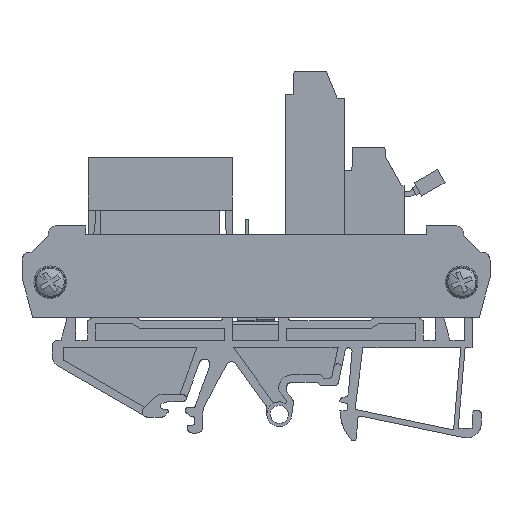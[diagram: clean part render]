
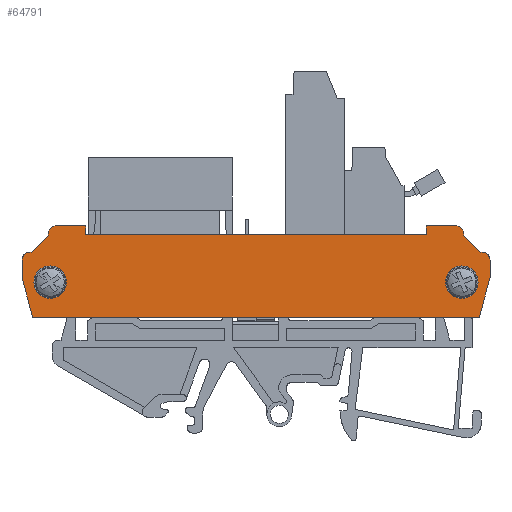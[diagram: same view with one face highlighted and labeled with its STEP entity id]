
A CAD part, left-side view. The second image highlights one B-rep face of the part: STEP entity #64791.
In plain terms, the highlighted planar face has unit normal (-1, 0, 0).
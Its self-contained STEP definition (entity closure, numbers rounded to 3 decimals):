
#13401=AXIS2_PLACEMENT_3D('Circle Axis2P3D',#13399,#13400,$) ;
#13433=AXIS2_PLACEMENT_3D('Circle Axis2P3D',#13431,#13432,$) ;
#18200=AXIS2_PLACEMENT_3D('Circle Axis2P3D',#18198,#18199,$) ;
#18232=AXIS2_PLACEMENT_3D('Circle Axis2P3D',#18230,#18231,$) ;
#19705=AXIS2_PLACEMENT_3D('Circle Axis2P3D',#19703,#19704,$) ;
#19735=AXIS2_PLACEMENT_3D('Circle Axis2P3D',#19733,#19734,$) ;
#19769=AXIS2_PLACEMENT_3D('Circle Axis2P3D',#19767,#19768,$) ;
#19799=AXIS2_PLACEMENT_3D('Circle Axis2P3D',#19797,#19798,$) ;
#64725=AXIS2_PLACEMENT_3D('Plane Axis2P3D',#64722,#64723,#64724) ;
#13396=CARTESIAN_POINT('Vertex',(0.,6.37,39.652)) ;
#13399=CARTESIAN_POINT('Axis2P3D Location',(0.,6.37,38.152)) ;
#13403=CARTESIAN_POINT('Vertex',(0.,4.87,38.152)) ;
#13428=CARTESIAN_POINT('Vertex',(0.,1.723,34.775)) ;
#13431=CARTESIAN_POINT('Axis2P3D Location',(0.,1.5,33.292)) ;
#13435=CARTESIAN_POINT('Vertex',(0.,0.,33.292)) ;
#18195=CARTESIAN_POINT('Vertex',(0.,86.4,33.292)) ;
#18198=CARTESIAN_POINT('Axis2P3D Location',(0.,84.9,33.292)) ;
#18202=CARTESIAN_POINT('Vertex',(0.,84.677,34.775)) ;
#18227=CARTESIAN_POINT('Vertex',(0.,81.53,38.152)) ;
#18230=CARTESIAN_POINT('Axis2P3D Location',(0.,80.03,38.152)) ;
#18234=CARTESIAN_POINT('Vertex',(0.,80.03,39.652)) ;
#19586=CARTESIAN_POINT('Vertex',(0.,11.8,38.052)) ;
#19591=CARTESIAN_POINT('Line Origine',(0.,11.8,38.852)) ;
#19595=CARTESIAN_POINT('Vertex',(0.,11.8,39.652)) ;
#19627=CARTESIAN_POINT('Vertex',(0.,74.6,38.052)) ;
#19632=CARTESIAN_POINT('Line Origine',(0.,43.2,38.052)) ;
#19659=CARTESIAN_POINT('Vertex',(0.,74.6,39.652)) ;
#19664=CARTESIAN_POINT('Line Origine',(0.,74.6,38.852)) ;
#19700=CARTESIAN_POINT('Vertex',(0.,8.2,29.252)) ;
#19703=CARTESIAN_POINT('Axis2P3D Location',(0.,5.2,29.252)) ;
#19707=CARTESIAN_POINT('Vertex',(0.,2.2,29.252)) ;
#19733=CARTESIAN_POINT('Axis2P3D Location',(0.,5.2,29.252)) ;
#19764=CARTESIAN_POINT('Vertex',(0.,84.2,29.252)) ;
#19767=CARTESIAN_POINT('Axis2P3D Location',(0.,81.2,29.252)) ;
#19771=CARTESIAN_POINT('Vertex',(0.,78.2,29.252)) ;
#19797=CARTESIAN_POINT('Axis2P3D Location',(0.,81.2,29.252)) ;
#61561=CARTESIAN_POINT('Line Origine',(0.,77.315,39.652)) ;
#61590=CARTESIAN_POINT('Vertex',(0.,81.53,37.922)) ;
#61593=CARTESIAN_POINT('Line Origine',(0.,81.53,38.037)) ;
#61611=CARTESIAN_POINT('Line Origine',(0.,83.103,36.349)) ;
#61633=CARTESIAN_POINT('Vertex',(0.,86.4,30.084)) ;
#61636=CARTESIAN_POINT('Line Origine',(0.,86.4,31.688)) ;
#61754=CARTESIAN_POINT('Vertex',(0.,84.435,22.752)) ;
#61757=CARTESIAN_POINT('Line Origine',(0.,85.418,26.418)) ;
#64722=CARTESIAN_POINT('Axis2P3D Location',(0.,1.5,33.292)) ;
#64727=CARTESIAN_POINT('Line Origine',(0.,3.297,36.349)) ;
#64731=CARTESIAN_POINT('Vertex',(0.,4.87,37.922)) ;
#64734=CARTESIAN_POINT('Line Origine',(0.,4.87,38.037)) ;
#64739=CARTESIAN_POINT('Line Origine',(0.,9.085,39.652)) ;
#64744=CARTESIAN_POINT('Line Origine',(0.,43.2,22.752)) ;
#64748=CARTESIAN_POINT('Vertex',(0.,1.965,22.752)) ;
#64751=CARTESIAN_POINT('Line Origine',(0.,0.982,26.418)) ;
#64755=CARTESIAN_POINT('Vertex',(0.,0.,30.084)) ;
#64758=CARTESIAN_POINT('Line Origine',(0.,0.,31.688)) ;
#13400=DIRECTION('Axis2P3D Direction',(1.,0.,0.)) ;
#13432=DIRECTION('Axis2P3D Direction',(1.,0.,0.)) ;
#18199=DIRECTION('Axis2P3D Direction',(1.,0.,0.)) ;
#18231=DIRECTION('Axis2P3D Direction',(1.,0.,0.)) ;
#19592=DIRECTION('Vector Direction',(0.,0.,1.)) ;
#19633=DIRECTION('Vector Direction',(0.,-1.,0.)) ;
#19665=DIRECTION('Vector Direction',(0.,0.,-1.)) ;
#19704=DIRECTION('Axis2P3D Direction',(-1.,0.,0.)) ;
#19734=DIRECTION('Axis2P3D Direction',(-1.,0.,0.)) ;
#19768=DIRECTION('Axis2P3D Direction',(-1.,0.,0.)) ;
#19798=DIRECTION('Axis2P3D Direction',(-1.,0.,0.)) ;
#61562=DIRECTION('Vector Direction',(0.,-1.,0.)) ;
#61594=DIRECTION('Vector Direction',(0.,0.,-1.)) ;
#61612=DIRECTION('Vector Direction',(0.,-0.707,0.707)) ;
#61637=DIRECTION('Vector Direction',(0.,0.,1.)) ;
#61758=DIRECTION('Vector Direction',(0.,0.259,0.966)) ;
#64723=DIRECTION('Axis2P3D Direction',(1.,0.,0.)) ;
#64724=DIRECTION('Axis2P3D XDirection',(0.,1.,0.)) ;
#64728=DIRECTION('Vector Direction',(0.,-0.707,-0.707)) ;
#64735=DIRECTION('Vector Direction',(0.,0.,1.)) ;
#64740=DIRECTION('Vector Direction',(0.,-1.,0.)) ;
#64745=DIRECTION('Vector Direction',(0.,1.,0.)) ;
#64752=DIRECTION('Vector Direction',(0.,0.259,-0.966)) ;
#64759=DIRECTION('Vector Direction',(0.,0.,-1.)) ;
#19593=VECTOR('Line Direction',#19592,1.) ;
#19634=VECTOR('Line Direction',#19633,1.) ;
#19666=VECTOR('Line Direction',#19665,1.) ;
#61563=VECTOR('Line Direction',#61562,1.) ;
#61595=VECTOR('Line Direction',#61594,1.) ;
#61613=VECTOR('Line Direction',#61612,1.) ;
#61638=VECTOR('Line Direction',#61637,1.) ;
#61759=VECTOR('Line Direction',#61758,1.) ;
#64729=VECTOR('Line Direction',#64728,1.) ;
#64736=VECTOR('Line Direction',#64735,1.) ;
#64741=VECTOR('Line Direction',#64740,1.) ;
#64746=VECTOR('Line Direction',#64745,1.) ;
#64753=VECTOR('Line Direction',#64752,1.) ;
#64760=VECTOR('Line Direction',#64759,1.) ;
#64764=ORIENTED_EDGE('',*,*,#64733,.F.) ;
#64765=ORIENTED_EDGE('',*,*,#64738,.T.) ;
#64766=ORIENTED_EDGE('',*,*,#13405,.F.) ;
#64767=ORIENTED_EDGE('',*,*,#64743,.F.) ;
#64768=ORIENTED_EDGE('',*,*,#19597,.F.) ;
#64769=ORIENTED_EDGE('',*,*,#19636,.F.) ;
#64770=ORIENTED_EDGE('',*,*,#19668,.F.) ;
#64771=ORIENTED_EDGE('',*,*,#61565,.F.) ;
#64772=ORIENTED_EDGE('',*,*,#18236,.F.) ;
#64773=ORIENTED_EDGE('',*,*,#61597,.T.) ;
#64774=ORIENTED_EDGE('',*,*,#61615,.F.) ;
#64775=ORIENTED_EDGE('',*,*,#18204,.F.) ;
#64776=ORIENTED_EDGE('',*,*,#61640,.F.) ;
#64777=ORIENTED_EDGE('',*,*,#61761,.F.) ;
#64778=ORIENTED_EDGE('',*,*,#64750,.F.) ;
#64779=ORIENTED_EDGE('',*,*,#64757,.F.) ;
#64780=ORIENTED_EDGE('',*,*,#64762,.F.) ;
#64781=ORIENTED_EDGE('',*,*,#13437,.F.) ;
#64784=ORIENTED_EDGE('',*,*,#19737,.F.) ;
#64785=ORIENTED_EDGE('',*,*,#19709,.F.) ;
#64788=ORIENTED_EDGE('',*,*,#19801,.F.) ;
#64789=ORIENTED_EDGE('',*,*,#19773,.F.) ;
#64786=FACE_BOUND('',#64783,.T.) ;
#64790=FACE_BOUND('',#64787,.T.) ;
#64791=ADVANCED_FACE('NONE',(#64782,#64786,#64790),#64726,.F.) ;
#13402=CIRCLE('generated circle',#13401,1.5) ;
#13434=CIRCLE('generated circle',#13433,1.5) ;
#18201=CIRCLE('generated circle',#18200,1.5) ;
#18233=CIRCLE('generated circle',#18232,1.5) ;
#19706=CIRCLE('generated circle',#19705,3.) ;
#19736=CIRCLE('generated circle',#19735,3.) ;
#19770=CIRCLE('generated circle',#19769,3.) ;
#19800=CIRCLE('generated circle',#19799,3.) ;
#13405=EDGE_CURVE('',#13397,#13404,#13402,.T.) ;
#13437=EDGE_CURVE('',#13429,#13436,#13434,.T.) ;
#18204=EDGE_CURVE('',#18196,#18203,#18201,.T.) ;
#18236=EDGE_CURVE('',#18228,#18235,#18233,.T.) ;
#19597=EDGE_CURVE('',#19587,#19596,#19594,.T.) ;
#19636=EDGE_CURVE('',#19628,#19587,#19635,.T.) ;
#19668=EDGE_CURVE('',#19660,#19628,#19667,.T.) ;
#19709=EDGE_CURVE('',#19701,#19708,#19706,.T.) ;
#19737=EDGE_CURVE('',#19708,#19701,#19736,.T.) ;
#19773=EDGE_CURVE('',#19765,#19772,#19770,.T.) ;
#19801=EDGE_CURVE('',#19772,#19765,#19800,.T.) ;
#61565=EDGE_CURVE('',#18235,#19660,#61564,.T.) ;
#61597=EDGE_CURVE('',#18228,#61591,#61596,.T.) ;
#61615=EDGE_CURVE('',#18203,#61591,#61614,.T.) ;
#61640=EDGE_CURVE('',#61634,#18196,#61639,.T.) ;
#61761=EDGE_CURVE('',#61755,#61634,#61760,.T.) ;
#64733=EDGE_CURVE('',#64732,#13429,#64730,.T.) ;
#64738=EDGE_CURVE('',#64732,#13404,#64737,.T.) ;
#64743=EDGE_CURVE('',#19596,#13397,#64742,.T.) ;
#64750=EDGE_CURVE('',#64749,#61755,#64747,.T.) ;
#64757=EDGE_CURVE('',#64756,#64749,#64754,.T.) ;
#64762=EDGE_CURVE('',#13436,#64756,#64761,.T.) ;
#64763=EDGE_LOOP('',(#64764,#64765,#64766,#64767,#64768,#64769,#64770,#64771,#64772,#64773,#64774,#64775,#64776,#64777,#64778,#64779,#64780,#64781)) ;
#64783=EDGE_LOOP('',(#64784,#64785)) ;
#64787=EDGE_LOOP('',(#64788,#64789)) ;
#64782=FACE_OUTER_BOUND('',#64763,.T.) ;
#19594=LINE('Line',#19591,#19593) ;
#19635=LINE('Line',#19632,#19634) ;
#19667=LINE('Line',#19664,#19666) ;
#61564=LINE('Line',#61561,#61563) ;
#61596=LINE('Line',#61593,#61595) ;
#61614=LINE('Line',#61611,#61613) ;
#61639=LINE('Line',#61636,#61638) ;
#61760=LINE('Line',#61757,#61759) ;
#64730=LINE('Line',#64727,#64729) ;
#64737=LINE('Line',#64734,#64736) ;
#64742=LINE('Line',#64739,#64741) ;
#64747=LINE('Line',#64744,#64746) ;
#64754=LINE('Line',#64751,#64753) ;
#64761=LINE('Line',#64758,#64760) ;
#64726=PLANE('',#64725) ;
#13397=VERTEX_POINT('',#13396) ;
#13404=VERTEX_POINT('',#13403) ;
#13429=VERTEX_POINT('',#13428) ;
#13436=VERTEX_POINT('',#13435) ;
#18196=VERTEX_POINT('',#18195) ;
#18203=VERTEX_POINT('',#18202) ;
#18228=VERTEX_POINT('',#18227) ;
#18235=VERTEX_POINT('',#18234) ;
#19587=VERTEX_POINT('',#19586) ;
#19596=VERTEX_POINT('',#19595) ;
#19628=VERTEX_POINT('',#19627) ;
#19660=VERTEX_POINT('',#19659) ;
#19701=VERTEX_POINT('',#19700) ;
#19708=VERTEX_POINT('',#19707) ;
#19765=VERTEX_POINT('',#19764) ;
#19772=VERTEX_POINT('',#19771) ;
#61591=VERTEX_POINT('',#61590) ;
#61634=VERTEX_POINT('',#61633) ;
#61755=VERTEX_POINT('',#61754) ;
#64732=VERTEX_POINT('',#64731) ;
#64749=VERTEX_POINT('',#64748) ;
#64756=VERTEX_POINT('',#64755) ;
